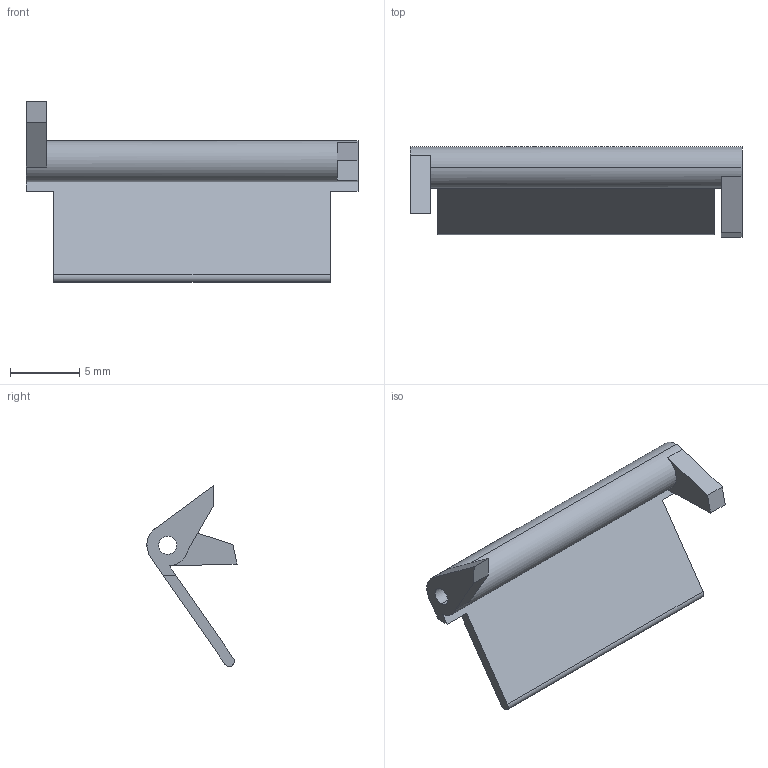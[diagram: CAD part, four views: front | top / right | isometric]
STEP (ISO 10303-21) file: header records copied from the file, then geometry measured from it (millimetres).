
FILE_DESCRIPTION (( 'STEP AP214' ), '1' );
FILE_NAME ('揤啣.STEP', '2025-04-13T13:17:33', ( '' ), ( '' ), 'SwSTEP 2.0', 'SolidWorks 2024', '' );
FILE_SCHEMA (( 'AUTOMOTIVE_DESIGN' ));
Length unit declared in the file: millimetre
Products named in the file (1): 压板
Bounding box: 24 x 6.51 x 13.08 mm (x, y, z)
Volume: 293.6 mm3; surface area: 746.3 mm2
Topology: 1 solids, 1 shells, 22 faces, 59 edges, 39 vertices
Faces by surface type: plane 16, cylinder 6
Entity records: 717 total; most frequent: CARTESIAN_POINT 121, DIRECTION 120, ORIENTED_EDGE 118, EDGE_CURVE 59, VECTOR 44, LINE 44, VERTEX_POINT 39, AXIS2_PLACEMENT_3D 38
